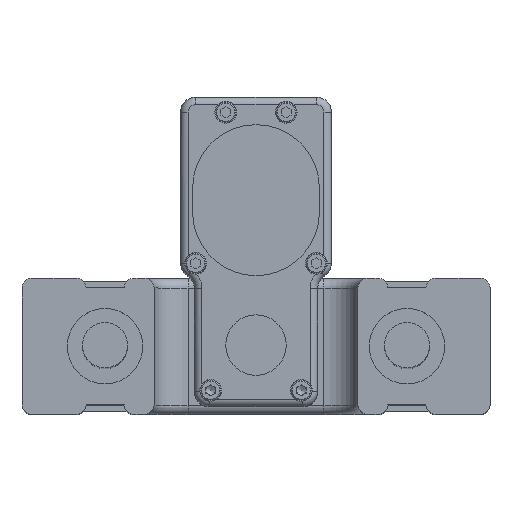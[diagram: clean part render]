
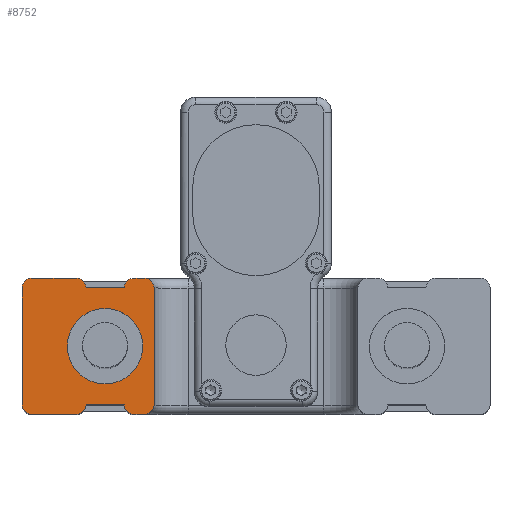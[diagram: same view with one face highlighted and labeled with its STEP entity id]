
A CAD part, top view. The second image highlights one B-rep face of the part: STEP entity #8752.
In plain terms, the highlighted planar face has unit normal (0, 0, 1).
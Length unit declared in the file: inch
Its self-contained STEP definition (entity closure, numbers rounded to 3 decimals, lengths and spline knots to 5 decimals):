
#240 = CARTESIAN_POINT ( 'NONE',  ( -3.715, -0.965, -8.63 ) ) ;
#247 = VERTEX_POINT ( 'NONE', #24043 ) ;
#405 = CIRCLE ( 'NONE', #3904, 0.156 ) ;
#609 = LINE ( 'NONE', #6750, #1424 ) ;
#778 = DIRECTION ( 'NONE',  ( -1., 0., 0. ) ) ;
#997 = CARTESIAN_POINT ( 'NONE',  ( -1.6875, 0.969, -8.63 ) ) ;
#1049 = VERTEX_POINT ( 'NONE', #1440 ) ;
#1324 = VERTEX_POINT ( 'NONE', #25699 ) ;
#1424 = VECTOR ( 'NONE', #21232, 39.37008 ) ;
#1440 = CARTESIAN_POINT ( 'NONE',  ( -1.6875, -0.969, -8.63 ) ) ;
#1580 = EDGE_CURVE ( 'NONE', #1324, #6261, #2069, .T. ) ;
#1644 = DIRECTION ( 'NONE',  ( -1., 0., 0. ) ) ;
#1951 = VECTOR ( 'NONE', #17246, 39.37008 ) ;
#2069 = LINE ( 'NONE', #26643, #3582 ) ;
#2120 = CIRCLE ( 'NONE', #6021, 0.16 ) ;
#2230 = AXIS2_PLACEMENT_3D ( 'NONE', #19118, #4232, #15127 ) ;
#2384 = DIRECTION ( 'NONE',  ( 0., 0., 1. ) ) ;
#2555 = CARTESIAN_POINT ( 'NONE',  ( -2.815, 0.965, -8.63 ) ) ;
#2805 = FACE_OUTER_BOUND ( 'NONE', #25678, .T. ) ;
#3278 = CARTESIAN_POINT ( 'NONE',  ( -2.025, 1.125, -8.63 ) ) ;
#3582 = VECTOR ( 'NONE', #18599, 39.37008 ) ;
#3904 = AXIS2_PLACEMENT_3D ( 'NONE', #9687, #24176, #1644 ) ;
#4107 = CIRCLE ( 'NONE', #26787, 0.16 ) ;
#4232 = DIRECTION ( 'NONE',  ( 0., 0., 1. ) ) ;
#4807 = ORIENTED_EDGE ( 'NONE', *, *, #24239, .F. ) ;
#4827 = DIRECTION ( 'NONE',  ( -1., 0., 0. ) ) ;
#5356 = ORIENTED_EDGE ( 'NONE', *, *, #20236, .T. ) ;
#5389 = VECTOR ( 'NONE', #13907, 39.37008 ) ;
#5957 = CARTESIAN_POINT ( 'NONE',  ( -1.8435, 0.969, -8.63 ) ) ;
#6021 = AXIS2_PLACEMENT_3D ( 'NONE', #17700, #21800, #778 ) ;
#6050 = LINE ( 'NONE', #14364, #24126 ) ;
#6170 = CARTESIAN_POINT ( 'NONE',  ( -3.715, 0.965, -8.63 ) ) ;
#6261 = VERTEX_POINT ( 'NONE', #16555 ) ;
#6494 = DIRECTION ( 'NONE',  ( 0., 0., 1. ) ) ;
#6498 = VERTEX_POINT ( 'NONE', #997 ) ;
#6750 = CARTESIAN_POINT ( 'NONE',  ( 3.875, 1.125, -8.63 ) ) ;
#6788 = VERTEX_POINT ( 'NONE', #8618 ) ;
#6962 = VERTEX_POINT ( 'NONE', #11998 ) ;
#7125 = DIRECTION ( 'NONE',  ( 0., 1., 0. ) ) ;
#7768 = ORIENTED_EDGE ( 'NONE', *, *, #14361, .T. ) ;
#8618 = CARTESIAN_POINT ( 'NONE',  ( -2.975, -1.125, -8.63 ) ) ;
#8646 = DIRECTION ( 'NONE',  ( -1., 0., 0. ) ) ;
#8752 = ADVANCED_FACE ( 'NONE', ( #21520, #2805 ), #17280, .F. ) ;
#8763 = CARTESIAN_POINT ( 'NONE',  ( 3.875, -1.125, -8.63 ) ) ;
#8944 = DIRECTION ( 'NONE',  ( 0., 0., -1. ) ) ;
#9430 = VERTEX_POINT ( 'NONE', #23756 ) ;
#9660 = VERTEX_POINT ( 'NONE', #26901 ) ;
#9674 = CARTESIAN_POINT ( 'NONE',  ( -2.185, 0.965, -8.63 ) ) ;
#9687 = CARTESIAN_POINT ( 'NONE',  ( -1.8435, -0.969, -8.63 ) ) ;
#9800 = DIRECTION ( 'NONE',  ( 0., 0., 1. ) ) ;
#9886 = EDGE_CURVE ( 'NONE', #9660, #6962, #6050, .T. ) ;
#10182 = AXIS2_PLACEMENT_3D ( 'NONE', #25725, #8944, #4827 ) ;
#10239 = EDGE_CURVE ( 'NONE', #9430, #247, #11468, .T. ) ;
#10372 = CARTESIAN_POINT ( 'NONE',  ( -2.5, 0., -8.63 ) ) ;
#10693 = DIRECTION ( 'NONE',  ( -1., 0., 0. ) ) ;
#10738 = ORIENTED_EDGE ( 'NONE', *, *, #26631, .T. ) ;
#10976 = DIRECTION ( 'NONE',  ( 0., 1., 0. ) ) ;
#11193 = EDGE_CURVE ( 'NONE', #6788, #17077, #15040, .T. ) ;
#11323 = LINE ( 'NONE', #13498, #16951 ) ;
#11468 = LINE ( 'NONE', #13496, #5389 ) ;
#11998 = CARTESIAN_POINT ( 'NONE',  ( -3.875, 0.965, -8.63 ) ) ;
#12294 = CARTESIAN_POINT ( 'NONE',  ( -1.8435, 1.125, -8.63 ) ) ;
#12664 = CIRCLE ( 'NONE', #2230, 0.16 ) ;
#12887 = ORIENTED_EDGE ( 'NONE', *, *, #18388, .T. ) ;
#13024 = EDGE_CURVE ( 'NONE', #6788, #1324, #24912, .T. ) ;
#13429 = CIRCLE ( 'NONE', #26988, 0.62485 ) ;
#13496 = CARTESIAN_POINT ( 'NONE',  ( 3.875, 1.125, -8.63 ) ) ;
#13498 = CARTESIAN_POINT ( 'NONE',  ( -1.6875, -1.125, -8.63 ) ) ;
#13907 = DIRECTION ( 'NONE',  ( 1., 0., 0. ) ) ;
#14011 = ORIENTED_EDGE ( 'NONE', *, *, #10239, .F. ) ;
#14361 = EDGE_CURVE ( 'NONE', #9430, #6962, #17144, .T. ) ;
#14364 = CARTESIAN_POINT ( 'NONE',  ( -3.875, 1.125, -8.63 ) ) ;
#14489 = DIRECTION ( 'NONE',  ( 0., 0., 1. ) ) ;
#14603 = DIRECTION ( 'NONE',  ( 1., 0., 0. ) ) ;
#14676 = EDGE_CURVE ( 'NONE', #1049, #6498, #11323, .T. ) ;
#14986 = EDGE_CURVE ( 'NONE', #20842, #20842, #13429, .T. ) ;
#15040 = LINE ( 'NONE', #8763, #1951 ) ;
#15127 = DIRECTION ( 'NONE',  ( -1., 0., 0. ) ) ;
#15170 = LINE ( 'NONE', #25842, #20193 ) ;
#15347 = CIRCLE ( 'NONE', #21050, 0.156 ) ;
#16068 = CARTESIAN_POINT ( 'NONE',  ( -3.715, -1.125, -8.63 ) ) ;
#16344 = DIRECTION ( 'NONE',  ( 0., 0., 1. ) ) ;
#16555 = CARTESIAN_POINT ( 'NONE',  ( -2.185, -0.965, -8.63 ) ) ;
#16585 = CARTESIAN_POINT ( 'NONE',  ( -1.87515, 0., -8.63 ) ) ;
#16951 = VECTOR ( 'NONE', #7125, 39.37008 ) ;
#17077 = VERTEX_POINT ( 'NONE', #16068 ) ;
#17144 = CIRCLE ( 'NONE', #26727, 0.16 ) ;
#17246 = DIRECTION ( 'NONE',  ( -1., 0., 0. ) ) ;
#17280 = PLANE ( 'NONE',  #10182 ) ;
#17324 = DIRECTION ( 'NONE',  ( -1., 0., 0. ) ) ;
#17700 = CARTESIAN_POINT ( 'NONE',  ( -2.025, -0.965, -8.63 ) ) ;
#17841 = CIRCLE ( 'NONE', #26580, 0.16 ) ;
#18036 = ORIENTED_EDGE ( 'NONE', *, *, #13024, .T. ) ;
#18388 = EDGE_CURVE ( 'NONE', #26000, #24758, #12664, .T. ) ;
#18599 = DIRECTION ( 'NONE',  ( 1., 0., 0. ) ) ;
#18880 = ORIENTED_EDGE ( 'NONE', *, *, #14986, .F. ) ;
#19049 = VERTEX_POINT ( 'NONE', #24621 ) ;
#19079 = DIRECTION ( 'NONE',  ( -1., 0., 0. ) ) ;
#19118 = CARTESIAN_POINT ( 'NONE',  ( -2.025, 0.965, -8.63 ) ) ;
#19448 = CARTESIAN_POINT ( 'NONE',  ( -2.975, -0.965, -8.63 ) ) ;
#19894 = EDGE_CURVE ( 'NONE', #6498, #24553, #15347, .T. ) ;
#20193 = VECTOR ( 'NONE', #10693, 39.37008 ) ;
#20236 = EDGE_CURVE ( 'NONE', #6261, #19049, #2120, .T. ) ;
#20454 = DIRECTION ( 'NONE',  ( -1., 0., 0. ) ) ;
#20539 = ORIENTED_EDGE ( 'NONE', *, *, #9886, .F. ) ;
#20750 = ORIENTED_EDGE ( 'NONE', *, *, #14676, .T. ) ;
#20842 = VERTEX_POINT ( 'NONE', #16585 ) ;
#20927 = VERTEX_POINT ( 'NONE', #26078 ) ;
#20952 = EDGE_CURVE ( 'NONE', #20927, #1049, #405, .T. ) ;
#21050 = AXIS2_PLACEMENT_3D ( 'NONE', #5957, #9800, #20454 ) ;
#21232 = DIRECTION ( 'NONE',  ( 1., 0., 0. ) ) ;
#21307 = EDGE_CURVE ( 'NONE', #23024, #247, #17841, .T. ) ;
#21520 = FACE_BOUND ( 'NONE', #25960, .T. ) ;
#21800 = DIRECTION ( 'NONE',  ( 0., 0., 1. ) ) ;
#22580 = DIRECTION ( 'NONE',  ( -1., 0., 0. ) ) ;
#22730 = AXIS2_PLACEMENT_3D ( 'NONE', #19448, #2384, #8646 ) ;
#23024 = VERTEX_POINT ( 'NONE', #2555 ) ;
#23083 = EDGE_CURVE ( 'NONE', #24758, #23024, #26553, .T. ) ;
#23251 = ORIENTED_EDGE ( 'NONE', *, *, #21307, .T. ) ;
#23411 = ORIENTED_EDGE ( 'NONE', *, *, #11193, .F. ) ;
#23614 = VECTOR ( 'NONE', #24368, 39.37008 ) ;
#23738 = CARTESIAN_POINT ( 'NONE',  ( -2.975, 0.965, -8.63 ) ) ;
#23756 = CARTESIAN_POINT ( 'NONE',  ( -3.715, 1.125, -8.63 ) ) ;
#24022 = ORIENTED_EDGE ( 'NONE', *, *, #19894, .T. ) ;
#24043 = CARTESIAN_POINT ( 'NONE',  ( -2.975, 1.125, -8.63 ) ) ;
#24126 = VECTOR ( 'NONE', #10976, 39.37008 ) ;
#24176 = DIRECTION ( 'NONE',  ( 0., 0., 1. ) ) ;
#24188 = ORIENTED_EDGE ( 'NONE', *, *, #25499, .F. ) ;
#24239 = EDGE_CURVE ( 'NONE', #20927, #19049, #15170, .T. ) ;
#24368 = DIRECTION ( 'NONE',  ( -1., 0., 0. ) ) ;
#24513 = CARTESIAN_POINT ( 'NONE',  ( -2.185, 0.965, -8.63 ) ) ;
#24553 = VERTEX_POINT ( 'NONE', #12294 ) ;
#24621 = CARTESIAN_POINT ( 'NONE',  ( -2.025, -1.125, -8.63 ) ) ;
#24758 = VERTEX_POINT ( 'NONE', #9674 ) ;
#24912 = CIRCLE ( 'NONE', #22730, 0.16 ) ;
#25499 = EDGE_CURVE ( 'NONE', #26000, #24553, #609, .T. ) ;
#25678 = EDGE_LOOP ( 'NONE', ( #4807, #26280, #20750, #24022, #24188, #12887, #25825, #23251, #14011, #7768, #20539, #10738, #23411, #18036, #26099, #5356 ) ) ;
#25699 = CARTESIAN_POINT ( 'NONE',  ( -2.815, -0.965, -8.63 ) ) ;
#25725 = CARTESIAN_POINT ( 'NONE',  ( 3.875, -1.125, -8.63 ) ) ;
#25825 = ORIENTED_EDGE ( 'NONE', *, *, #23083, .T. ) ;
#25842 = CARTESIAN_POINT ( 'NONE',  ( 3.875, -1.125, -8.63 ) ) ;
#25927 = DIRECTION ( 'NONE',  ( 0., 0., 1. ) ) ;
#25960 = EDGE_LOOP ( 'NONE', ( #18880 ) ) ;
#26000 = VERTEX_POINT ( 'NONE', #3278 ) ;
#26078 = CARTESIAN_POINT ( 'NONE',  ( -1.8435, -1.125, -8.63 ) ) ;
#26099 = ORIENTED_EDGE ( 'NONE', *, *, #1580, .T. ) ;
#26280 = ORIENTED_EDGE ( 'NONE', *, *, #20952, .T. ) ;
#26553 = LINE ( 'NONE', #24513, #23614 ) ;
#26580 = AXIS2_PLACEMENT_3D ( 'NONE', #23738, #25927, #17324 ) ;
#26631 = EDGE_CURVE ( 'NONE', #9660, #17077, #4107, .T. ) ;
#26643 = CARTESIAN_POINT ( 'NONE',  ( -2.815, -0.965, -8.63 ) ) ;
#26727 = AXIS2_PLACEMENT_3D ( 'NONE', #6170, #14489, #22580 ) ;
#26787 = AXIS2_PLACEMENT_3D ( 'NONE', #240, #6494, #19079 ) ;
#26901 = CARTESIAN_POINT ( 'NONE',  ( -3.875, -0.965, -8.63 ) ) ;
#26988 = AXIS2_PLACEMENT_3D ( 'NONE', #10372, #16344, #14603 ) ;
